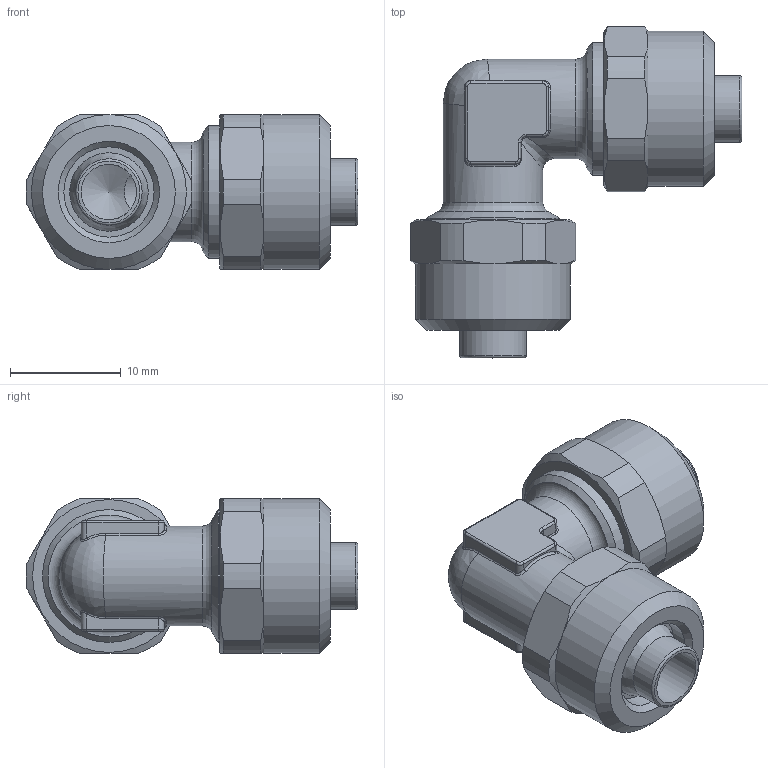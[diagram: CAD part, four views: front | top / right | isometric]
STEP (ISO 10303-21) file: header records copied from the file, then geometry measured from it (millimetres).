
FILE_DESCRIPTION( ( 'STEP AP214' ), '1' );
FILE_NAME( '02080040.stp', '2021-04-19T12:58:05', ( 'License CC BY-ND 4.0' ), ( 'CADENAS' ), ' ', 'PARTsolutions', ' ' );
FILE_SCHEMA( ( 'AUTOMOTIVE_DESIGN { 1 0 10303 214 1 1 1 1 }' ) );
Length unit declared in the file: millimetre
Products named in the file (1): NONE
Bounding box: 29.99 x 29.99 x 14 mm (x, y, z)
Volume: 3734.5 mm3; surface area: 2843.1 mm2
Topology: 1 solids, 1 shells, 158 faces, 377 edges, 226 vertices
Faces by surface type: cylinder 59, plane 34, cone 23, bspline 22, torus 20
Full cylindrical faces by diameter (mm): 5 x2, 6 x2, 7.1 x2, 8.15 x2, 9 x2, 12 x2, 14 x2
Entity records: 6447 total; most frequent: CARTESIAN_POINT 1874, DIRECTION 674, ORIENTED_EDGE 674, EDGE_CURVE 337, AXIS2_PLACEMENT_3D 293, VERTEX_POINT 217, EDGE_LOOP 193, FACE_OUTER_BOUND 175
